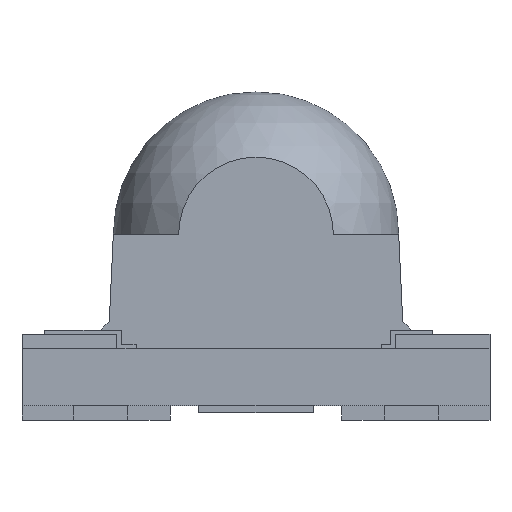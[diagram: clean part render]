
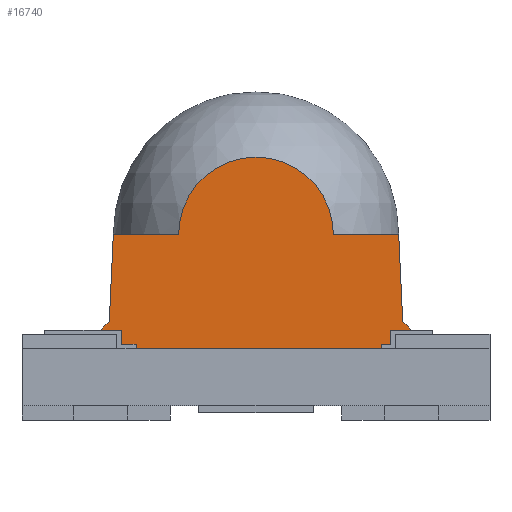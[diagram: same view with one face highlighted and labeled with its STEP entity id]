
A CAD part, front view. The second image highlights one B-rep face of the part: STEP entity #16740.
In plain terms, the highlighted planar face has unit normal (0, -1, 0).
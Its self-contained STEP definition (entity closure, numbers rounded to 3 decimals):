
#15300=CARTESIAN_POINT('',(0.271,-0.42,0.6));
#15310=VERTEX_POINT('',#15300);
#15340=CARTESIAN_POINT('',(0.,-0.42,0.6));
#15350=DIRECTION('',(0.,-1.,0.));
#15360=DIRECTION('',(-1.,0.,0.));
#15370=AXIS2_PLACEMENT_3D('',#15340,#15350,#15360);
#15380=CIRCLE('',#15370,0.271);
#15390=CARTESIAN_POINT('',(-0.271,-0.42,0.6));
#15400=VERTEX_POINT('',#15390);
#15410=EDGE_CURVE('',#15310,#15400,#15380,.T.);
#15480=CARTESIAN_POINT('',(0.,-0.42,0.1));
#15490=DIRECTION('',(0.,-1.,0.));
#15500=DIRECTION('',(1.,0.,0.));
#15510=AXIS2_PLACEMENT_3D('',#15480,#15490,#15500);
#15520=PLANE('',#15510);
#15530=CARTESIAN_POINT('',(-0.42,-0.42,0.1));
#15540=DIRECTION('',(0.,0.,-1.));
#15550=VECTOR('',#15540,1.);
#15560=LINE('',#15530,#15550);
#15570=CARTESIAN_POINT('',(-0.42,-0.42,0.215));
#15580=VERTEX_POINT('',#15570);
#15590=CARTESIAN_POINT('',(-0.42,-0.42,0.2));
#15600=VERTEX_POINT('',#15590);
#15610=EDGE_CURVE('',#15580,#15600,#15560,.T.);
#15620=ORIENTED_EDGE('',*,*,#15610,.T.);
#15630=CARTESIAN_POINT('',(0.,-0.42,0.215));
#15640=DIRECTION('',(1.,0.,0.));
#15650=VECTOR('',#15640,1.);
#15660=LINE('',#15630,#15650);
#15670=CARTESIAN_POINT('',(-0.473,-0.42,0.215));
#15680=VERTEX_POINT('',#15670);
#15690=EDGE_CURVE('',#15680,#15580,#15660,.T.);
#15700=ORIENTED_EDGE('',*,*,#15690,.T.);
#15710=CARTESIAN_POINT('',(-0.473,-0.42,0.1));
#15720=DIRECTION('',(0.,0.,-1.));
#15730=VECTOR('',#15720,1.);
#15740=LINE('',#15710,#15730);
#15750=CARTESIAN_POINT('',(-0.473,-0.42,0.265));
#15760=VERTEX_POINT('',#15750);
#15770=EDGE_CURVE('',#15760,#15680,#15740,.T.);
#15780=ORIENTED_EDGE('',*,*,#15770,.T.);
#15790=CARTESIAN_POINT('',(0.,-0.42,0.265));
#15800=DIRECTION('',(1.,0.,0.));
#15810=VECTOR('',#15800,1.);
#15820=LINE('',#15790,#15810);
#15830=CARTESIAN_POINT('',(-0.545,-0.42,0.265));
#15840=VERTEX_POINT('',#15830);
#15850=EDGE_CURVE('',#15840,#15760,#15820,.T.);
#15860=ORIENTED_EDGE('',*,*,#15850,.T.);
#15870=CARTESIAN_POINT('',(0.,-0.42,0.795));
#15880=DIRECTION('',(-0.717,-0.,-0.697));
#15890=VECTOR('',#15880,1.);
#15900=LINE('',#15870,#15890);
#15910=CARTESIAN_POINT('',(-0.514,-0.42,0.295));
#15920=VERTEX_POINT('',#15910);
#15930=EDGE_CURVE('',#15920,#15840,#15900,.T.);
#15940=ORIENTED_EDGE('',*,*,#15930,.T.);
#15950=CARTESIAN_POINT('',(-0.523,-0.42,0.1));
#15960=DIRECTION('',(-0.046,-0.,-0.999));
#15970=VECTOR('',#15960,1.);
#15980=LINE('',#15950,#15970);
#15990=CARTESIAN_POINT('',(-0.5,-0.42,0.6));
#16000=VERTEX_POINT('',#15990);
#16010=EDGE_CURVE('',#16000,#15920,#15980,.T.);
#16020=ORIENTED_EDGE('',*,*,#16010,.T.);
#16030=CARTESIAN_POINT('',(0.,-0.42,0.6));
#16040=DIRECTION('',(-1.,0.,0.));
#16050=VECTOR('',#16040,1.);
#16060=LINE('',#16030,#16050);
#16070=EDGE_CURVE('',#15400,#16000,#16060,.T.);
#16080=ORIENTED_EDGE('',*,*,#16070,.T.);
#16090=ORIENTED_EDGE('',*,*,#15410,.T.);
#16100=CARTESIAN_POINT('',(0.,-0.42,0.6));
#16110=DIRECTION('',(-1.,0.,0.));
#16120=VECTOR('',#16110,1.);
#16130=LINE('',#16100,#16120);
#16140=CARTESIAN_POINT('',(0.5,-0.42,0.6));
#16150=VERTEX_POINT('',#16140);
#16160=EDGE_CURVE('',#16150,#15310,#16130,.T.);
#16170=ORIENTED_EDGE('',*,*,#16160,.T.);
#16180=CARTESIAN_POINT('',(0.523,-0.42,0.1));
#16190=DIRECTION('',(-0.046,0.,0.999));
#16200=VECTOR('',#16190,1.);
#16210=LINE('',#16180,#16200);
#16220=CARTESIAN_POINT('',(0.514,-0.42,0.295));
#16230=VERTEX_POINT('',#16220);
#16240=EDGE_CURVE('',#16230,#16150,#16210,.T.);
#16250=ORIENTED_EDGE('',*,*,#16240,.T.);
#16260=CARTESIAN_POINT('',(0.,-0.42,0.795));
#16270=DIRECTION('',(-0.717,0.,0.697));
#16280=VECTOR('',#16270,1.);
#16290=LINE('',#16260,#16280);
#16300=CARTESIAN_POINT('',(0.545,-0.42,0.265));
#16310=VERTEX_POINT('',#16300);
#16320=EDGE_CURVE('',#16310,#16230,#16290,.T.);
#16330=ORIENTED_EDGE('',*,*,#16320,.T.);
#16340=CARTESIAN_POINT('',(0.,-0.42,0.265));
#16350=DIRECTION('',(1.,0.,0.));
#16360=VECTOR('',#16350,1.);
#16370=LINE('',#16340,#16360);
#16380=CARTESIAN_POINT('',(0.473,-0.42,0.265));
#16390=VERTEX_POINT('',#16380);
#16400=EDGE_CURVE('',#16390,#16310,#16370,.T.);
#16410=ORIENTED_EDGE('',*,*,#16400,.T.);
#16420=CARTESIAN_POINT('',(0.473,-0.42,0.1));
#16430=DIRECTION('',(0.,0.,1.));
#16440=VECTOR('',#16430,1.);
#16450=LINE('',#16420,#16440);
#16460=CARTESIAN_POINT('',(0.473,-0.42,0.215));
#16470=VERTEX_POINT('',#16460);
#16480=EDGE_CURVE('',#16470,#16390,#16450,.T.);
#16490=ORIENTED_EDGE('',*,*,#16480,.T.);
#16500=CARTESIAN_POINT('',(0.,-0.42,0.215));
#16510=DIRECTION('',(1.,0.,0.));
#16520=VECTOR('',#16510,1.);
#16530=LINE('',#16500,#16520);
#16540=CARTESIAN_POINT('',(0.44,-0.42,0.215));
#16550=VERTEX_POINT('',#16540);
#16560=EDGE_CURVE('',#16550,#16470,#16530,.T.);
#16570=ORIENTED_EDGE('',*,*,#16560,.T.);
#16580=CARTESIAN_POINT('',(0.44,-0.42,0.1));
#16590=DIRECTION('',(0.,0.,1.));
#16600=VECTOR('',#16590,1.);
#16610=LINE('',#16580,#16600);
#16620=CARTESIAN_POINT('',(0.44,-0.42,0.2));
#16630=VERTEX_POINT('',#16620);
#16640=EDGE_CURVE('',#16630,#16550,#16610,.T.);
#16650=ORIENTED_EDGE('',*,*,#16640,.T.);
#16660=CARTESIAN_POINT('',(0.,-0.42,0.2));
#16670=DIRECTION('',(-1.,0.,0.));
#16680=VECTOR('',#16670,1.);
#16690=LINE('',#16660,#16680);
#16700=EDGE_CURVE('',#16630,#15600,#16690,.T.);
#16710=ORIENTED_EDGE('',*,*,#16700,.F.);
#16720=EDGE_LOOP('',(#16710,#16650,#16570,#16490,#16410,#16330,#16250,
#16170,#16090,#16080,#16020,#15940,#15860,#15780,#15700,#15620));
#16730=FACE_OUTER_BOUND('',#16720,.T.);
#16740=ADVANCED_FACE('',(#16730),#15520,.T.);
